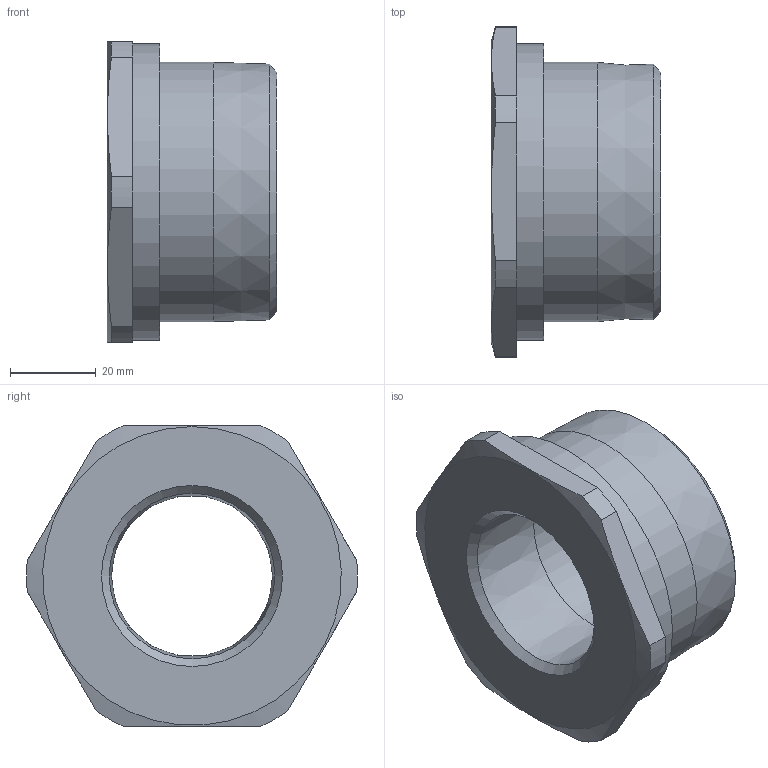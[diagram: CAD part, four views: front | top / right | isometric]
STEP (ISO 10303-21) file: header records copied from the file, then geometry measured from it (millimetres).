
FILE_DESCRIPTION (( 'STEP AP203' ), '1' );
FILE_NAME ('737DT6T4.STEP', '2020-02-04T10:59:54', ( '' ), ( '' ), 'SwSTEP 2.0', 'SolidWorks 2017', '' );
FILE_SCHEMA (( 'CONFIG_CONTROL_DESIGN' ));
Length unit declared in the file: millimetre
Products named in the file (1): 737DT6T4
Bounding box: 39.5 x 76.96 x 70 mm (x, y, z)
Volume: 80986.9 mm3; surface area: 18115 mm2
Topology: 1 solids, 1 shells, 25 faces, 63 edges, 42 vertices
Faces by surface type: plane 10, cylinder 9, cone 6
Full cylindrical faces by diameter (mm): 37.379 x1, 60.33 x1, 69 x1
Entity records: 781 total; most frequent: CARTESIAN_POINT 160, DIRECTION 118, ORIENTED_EDGE 96, AXIS2_PLACEMENT_3D 50, EDGE_CURVE 48, EDGE_LOOP 38, VERTEX_POINT 36, FACE_OUTER_BOUND 28
